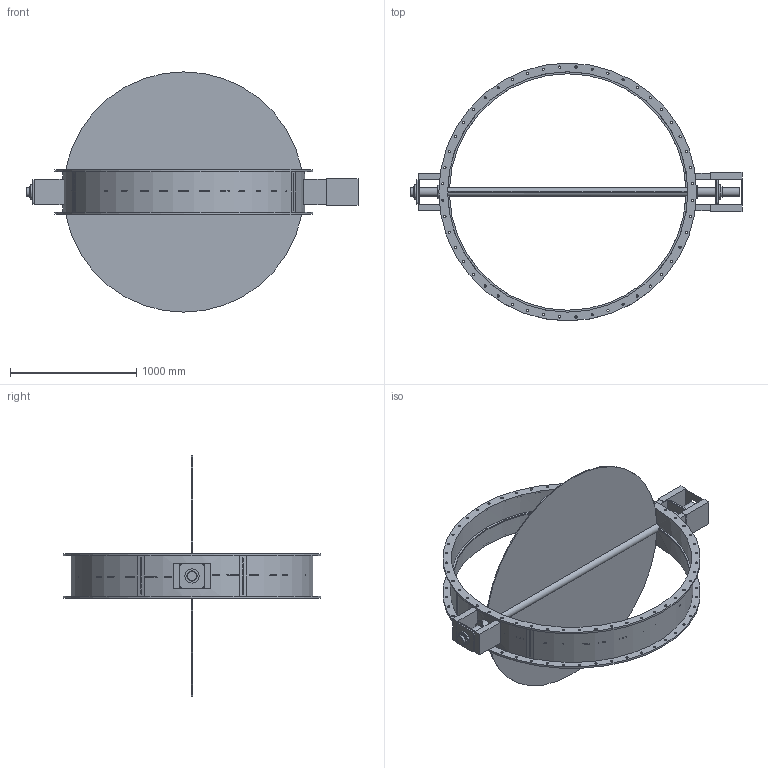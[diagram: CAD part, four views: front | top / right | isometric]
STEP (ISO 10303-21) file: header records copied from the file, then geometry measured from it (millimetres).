
FILE_DESCRIPTION(/* description */ ('SWEDENBORG – Quotation model (for reference)'),/* implementation_level */ '2;1');
FILE_NAME(/* name */ 'SWEDAMPER-S200-DN1900.stp',/* time_stamp */ '2026-02-06T13:01:57+01:00',/* author */ ('HB'),/* organization */ (''),/* preprocessor_version */ 'ST-DEVELOPER v20',/* originating_system */ 'Autodesk Inventor 2025',/* authorisation */ '');
FILE_SCHEMA (('AUTOMOTIVE_DESIGN { 1 0 10303 214 3 1 1 }'));
Length unit declared in the file: millimetre
Products named in the file (1): OffGen_Rund1ax
Bounding box: 2625 x 2038 x 1900 mm (x, y, z)
Volume: 76733189.1 mm3; surface area: 12949525.9 mm2
Topology: 1 solids, 1 shells, 766 faces, 2082 edges, 1389 vertices
Faces by surface type: plane 454, bspline 168, cylinder 144
Full cylindrical faces by diameter (mm): 18 x96, 70 x5, 82 x2, 90 x1, 100 x2, 112 x2, 1900 x2, 2038 x2
Entity records: 27003 total; most frequent: CARTESIAN_POINT 7522, ORIENTED_EDGE 4164, DIRECTION 3215, EDGE_CURVE 2082, LINE 1429, VECTOR 1429, VERTEX_POINT 1389, EDGE_LOOP 1045
